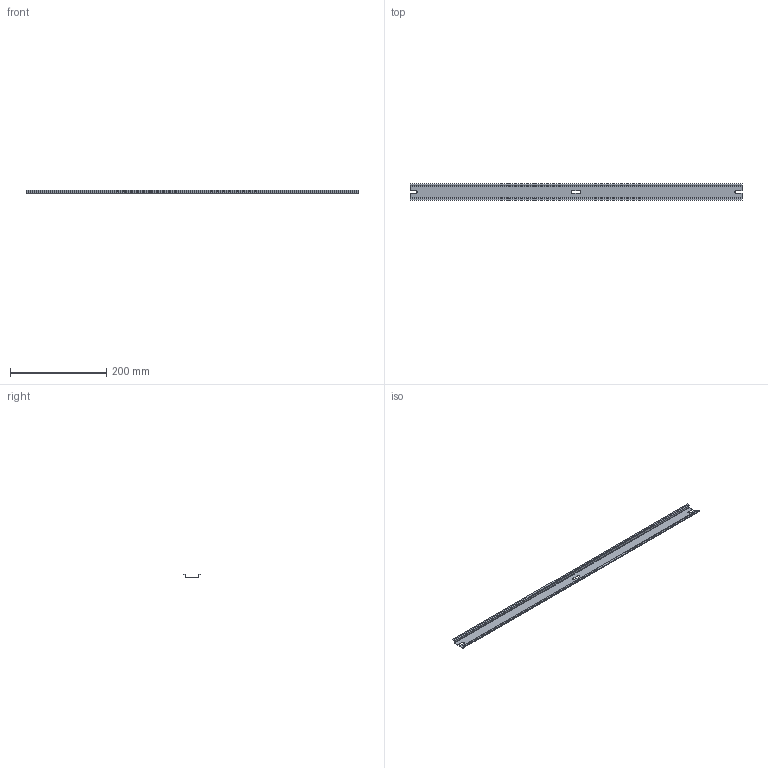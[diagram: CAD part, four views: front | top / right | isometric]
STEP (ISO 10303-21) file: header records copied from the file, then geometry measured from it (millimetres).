
FILE_DESCRIPTION(('CATIA V5 STEP Exchange','CAx-IF Rec.Pracs.--- Model Styling and Organization---1.4--- 2014-01-23'),'2;1');
FILE_NAME ('1881408-1_0_8000116106_8000116106_TS35X7,5_ST_KTB_7662_VER.stp','2023-03-21T08:22:47+00:00',('none'),('Weidmueller'),'CATIA Version 5-6 Release 2016 SP3 HF44','CATIA V5 STEP AP214','none');
FILE_SCHEMA(('AUTOMOTIVE_DESIGN { 1 0 10303 214 1 1 1 1 }'));
Length unit declared in the file: millimetre
Products named in the file (1): XXXXXXXXXX TS35X7,5 ST KTB 7662 VER
Bounding box: 691 x 35 x 7.5 mm (x, y, z)
Volume: 31022.7 mm3; surface area: 64361 mm2
Topology: 1 solids, 1 shells, 34 faces, 96 edges, 64 vertices
Faces by surface type: plane 22, cylinder 12
Entity records: 1066 total; most frequent: ORIENTED_EDGE 192, CARTESIAN_POINT 187, DIRECTION 148, EDGE_CURVE 96, VECTOR 72, LINE 72, VERTEX_POINT 64, AXIS2_PLACEMENT_3D 51
